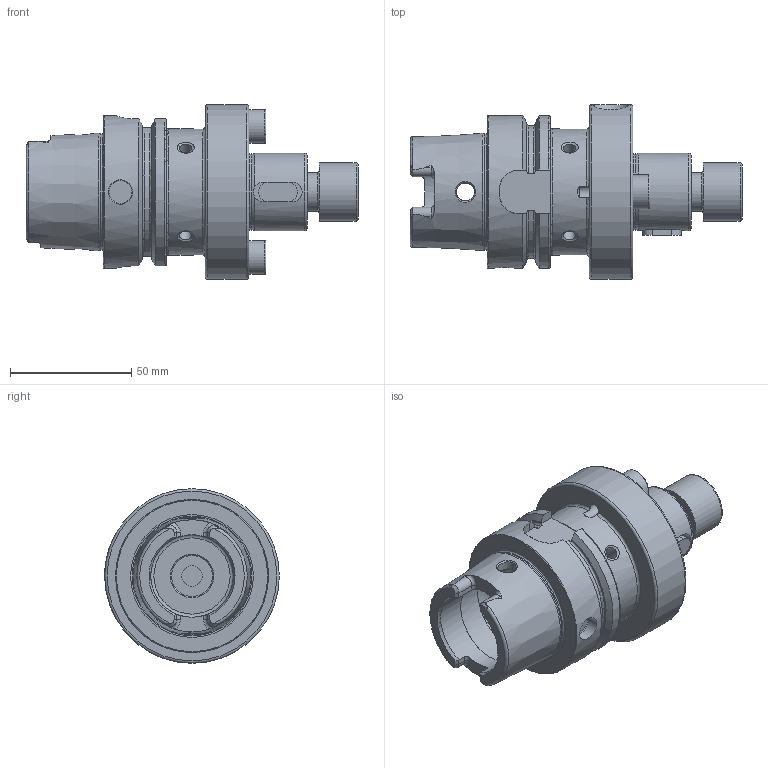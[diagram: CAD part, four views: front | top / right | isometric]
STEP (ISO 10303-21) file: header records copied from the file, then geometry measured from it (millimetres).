
FILE_DESCRIPTION (( 'STEP AP214' ), '1' );
FILE_NAME ('HA6.D32.K01.060.STEP', '2022-03-24T11:00:40', ( '' ), ( '' ), 'SwSTEP 2.0', 'SolidWorks 2017', '' );
FILE_SCHEMA (( 'AUTOMOTIVE_DESIGN' ));
Length unit declared in the file: millimetre
Products named in the file (5): HA6-D32.K01.060_D_Fertigbearbeitung; HA6.D32.K01.060; DIN 6885 - 8x7x16; D32-ER2.001.022_B; D32-ER1.002.035_A
Assembly tree (5 placements, depth 2):
  HA6.D32.K01.060
    HA6-D32.K01.060_D_Fertigbearbeitung
    D32-ER1.002.035_A
    D32-ER2.001.022_B  x2
    DIN 6885 - 8x7x16
Bounding box: 136.9 x 72 x 72 mm (x, y, z)
Volume: 210870.1 mm3; surface area: 47250 mm2
Topology: 5 solids, 5 shells, 268 faces, 663 edges, 414 vertices
Faces by surface type: plane 96, cylinder 68, cone 52, torus 41, bspline 10, sphere 1
Full cylindrical faces by diameter (mm): 4.6 x2, 5 x14, 6 x2, 7.5 x2, 8 x2, 8.4 x1, 10 x1, 12 x4, 14 x3, 16 x1, 17 x2, 19 x1, 24 x1, 31.3 x1, 32 x1, 34 x2, 40 x1, 47.941 x1, 52 x1, 63 x1, 72 x1
Entity records: 10045 total; most frequent: CARTESIAN_POINT 3720, DIRECTION 1006, ORIENTED_EDGE 978, EDGE_CURVE 489, AXIS2_PLACEMENT_3D 429, EDGE_LOOP 358, VERTEX_POINT 353, FACE_OUTER_BOUND 308
